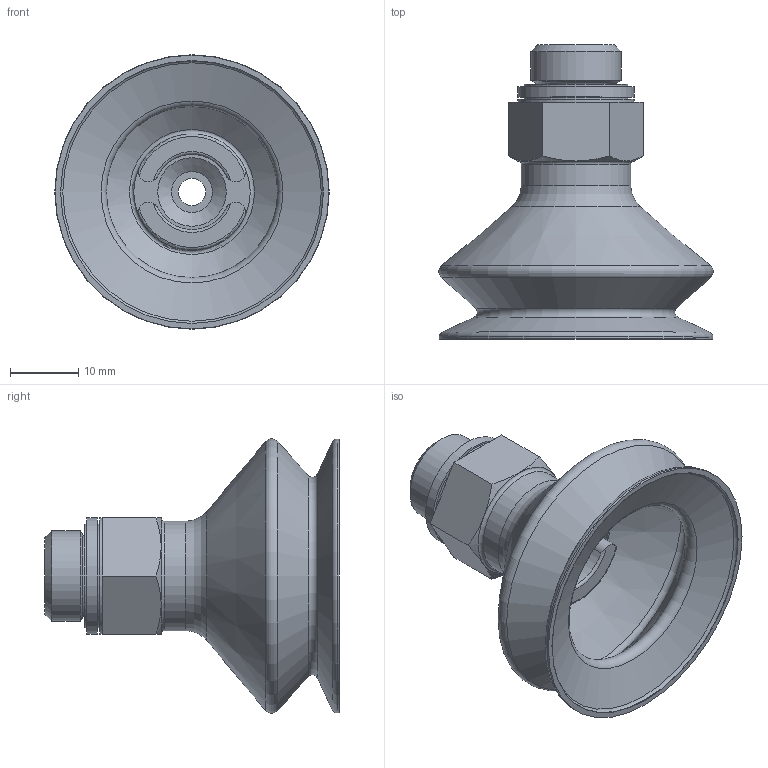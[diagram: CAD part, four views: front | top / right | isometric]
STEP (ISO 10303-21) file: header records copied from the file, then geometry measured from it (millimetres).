
FILE_DESCRIPTION(/* description */ ('STEP AP214'),/* implementation_level */ '2;1');
FILE_NAME(/* name */ '35413_VASB-40-1_4-NBR',/* time_stamp */ '2024-09-11T09:26:22+02:00',/* author */ ('License CC BY-ND 4.0'),/* organization */ ('CADENAS'),/* preprocessor_version */ 'ST-DEVELOPER v19.3',/* originating_system */ 'PARTsolutions',/* authorisation */ ' ');
FILE_SCHEMA (('AUTOMOTIVE_DESIGN {1 0 10303 214 3 1 1}'));
Length unit declared in the file: millimetre
Products named in the file (1): 35413 VASB-40-1/4-NBR
Bounding box: 40.08 x 43 x 40.08 mm (x, y, z)
Volume: 9682.3 mm3; surface area: 8305.8 mm2
Topology: 1 solids, 1 shells, 74 faces, 158 edges, 93 vertices
Faces by surface type: plane 23, cylinder 21, cone 16, torus 14
Full cylindrical faces by diameter (mm): 4 x1, 6 x1, 13.157 x1, 13.2 x1, 15.1 x2, 16 x1, 17 x2, 38.4 x1, 40 x1
Entity records: 2371 total; most frequent: CARTESIAN_POINT 355, DIRECTION 328, ORIENTED_EDGE 248, AXIS2_PLACEMENT_3D 149, EDGE_CURVE 124, EDGE_LOOP 114, FACE_BOUND 114, VERTEX_POINT 90
